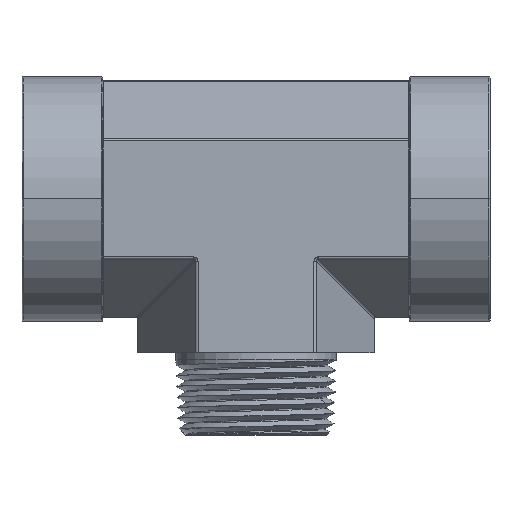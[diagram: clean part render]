
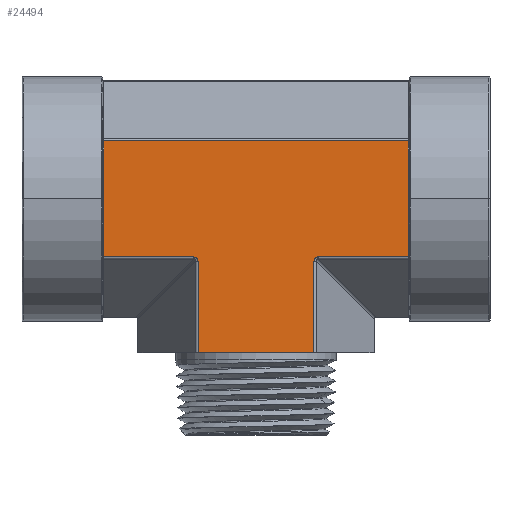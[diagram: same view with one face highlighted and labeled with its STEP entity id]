
A CAD part, top view. The second image highlights one B-rep face of the part: STEP entity #24494.
In plain terms, the highlighted planar face has unit normal (0, 0, 1).
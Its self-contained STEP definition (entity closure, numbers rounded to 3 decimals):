
#338=DIRECTION('',(-1.,0.,0.));
#339=VECTOR('',#338,24.191);
#340=CARTESIAN_POINT('',(12.095,-32.,21.45));
#341=LINE('',#340,#339);
#14289=DIRECTION('',(0.,-1.,0.));
#14290=VECTOR('',#14289,24.191);
#14291=CARTESIAN_POINT('',(31.8,12.095,21.45));
#14292=LINE('',#14291,#14290);
#14296=DIRECTION('',(-1.,0.,0.));
#14297=VECTOR('',#14296,18.838);
#14298=CARTESIAN_POINT('',(31.8,-12.095,21.45));
#14299=LINE('',#14298,#14297);
#14303=CARTESIAN_POINT('',(12.095,-12.962,
21.45));
#14304=CARTESIAN_POINT('',(12.095,-12.929,
21.45));
#14305=CARTESIAN_POINT('',(12.098,-12.866,
21.45));
#14306=CARTESIAN_POINT('',(12.111,-12.775,
21.45));
#14307=CARTESIAN_POINT('',(12.131,-12.69,
21.45));
#14308=CARTESIAN_POINT('',(12.158,-12.611,
21.45));
#14309=CARTESIAN_POINT('',(12.19,-12.539,
21.45));
#14310=CARTESIAN_POINT('',(12.227,-12.474,
21.45));
#14311=CARTESIAN_POINT('',(12.268,-12.415,
21.45));
#14312=CARTESIAN_POINT('',(12.313,-12.361,21.45));
#14313=CARTESIAN_POINT('',(12.362,-12.313,
21.45));
#14314=CARTESIAN_POINT('',(12.415,-12.268,
21.45));
#14315=CARTESIAN_POINT('',(12.474,-12.227,
21.45));
#14316=CARTESIAN_POINT('',(12.54,-12.19,
21.45));
#14317=CARTESIAN_POINT('',(12.612,-12.158,
21.45));
#14318=CARTESIAN_POINT('',(12.691,-12.131,
21.45));
#14319=CARTESIAN_POINT('',(12.776,-12.111,
21.45));
#14320=CARTESIAN_POINT('',(12.866,-12.098,
21.45));
#14321=CARTESIAN_POINT('',(12.929,-12.095,
21.45));
#14322=CARTESIAN_POINT('',(12.962,-12.095,
21.45));
#14327=DIRECTION('',(0.,1.,0.));
#14328=VECTOR('',#14327,19.038);
#14329=CARTESIAN_POINT('',(12.095,-32.,21.45));
#14330=LINE('',#14329,#14328);
#14334=DIRECTION('',(0.,1.,0.));
#14335=VECTOR('',#14334,19.038);
#14336=CARTESIAN_POINT('',(-12.095,-32.,21.45));
#14337=LINE('',#14336,#14335);
#14341=CARTESIAN_POINT('',(-12.962,-12.095,
21.45));
#14342=CARTESIAN_POINT('',(-12.929,-12.095,
21.45));
#14343=CARTESIAN_POINT('',(-12.866,-12.098,
21.45));
#14344=CARTESIAN_POINT('',(-12.775,-12.111,
21.45));
#14345=CARTESIAN_POINT('',(-12.69,-12.131,
21.45));
#14346=CARTESIAN_POINT('',(-12.611,-12.158,
21.45));
#14347=CARTESIAN_POINT('',(-12.539,-12.19,
21.45));
#14348=CARTESIAN_POINT('',(-12.474,-12.227,
21.45));
#14349=CARTESIAN_POINT('',(-12.415,-12.268,
21.45));
#14350=CARTESIAN_POINT('',(-12.361,-12.313,21.45));
#14351=CARTESIAN_POINT('',(-12.313,-12.362,
21.45));
#14352=CARTESIAN_POINT('',(-12.268,-12.415,
21.45));
#14353=CARTESIAN_POINT('',(-12.227,-12.474,
21.45));
#14354=CARTESIAN_POINT('',(-12.19,-12.54,
21.45));
#14355=CARTESIAN_POINT('',(-12.158,-12.612,
21.45));
#14356=CARTESIAN_POINT('',(-12.131,-12.691,
21.45));
#14357=CARTESIAN_POINT('',(-12.111,-12.776,
21.45));
#14358=CARTESIAN_POINT('',(-12.098,-12.866,
21.45));
#14359=CARTESIAN_POINT('',(-12.095,-12.929,
21.45));
#14360=CARTESIAN_POINT('',(-12.095,-12.962,
21.45));
#14365=DIRECTION('',(1.,0.,0.));
#14366=VECTOR('',#14365,18.838);
#14367=CARTESIAN_POINT('',(-31.8,-12.095,21.45));
#14368=LINE('',#14367,#14366);
#14372=DIRECTION('',(0.,1.,0.));
#14373=VECTOR('',#14372,24.191);
#14374=CARTESIAN_POINT('',(-31.8,-12.095,21.45));
#14375=LINE('',#14374,#14373);
#14379=DIRECTION('',(1.,0.,0.));
#14380=VECTOR('',#14379,63.6);
#14381=CARTESIAN_POINT('',(-31.8,12.095,21.45));
#14382=LINE('',#14381,#14380);
#16143=CARTESIAN_POINT('',(12.095,-32.,21.45));
#16145=VERTEX_POINT('',#16143);
#16146=CARTESIAN_POINT('',(12.095,-12.962,
21.45));
#16147=VERTEX_POINT('',#16146);
#16148=VERTEX_POINT('',#14322);
#16149=CARTESIAN_POINT('',(-12.095,-32.,21.45));
#16151=VERTEX_POINT('',#16149);
#16155=CARTESIAN_POINT('',(-12.095,-12.962,
21.45));
#16156=VERTEX_POINT('',#16155);
#16190=CARTESIAN_POINT('',(31.8,12.095,21.45));
#16191=CARTESIAN_POINT('',(31.8,-12.095,21.45));
#16192=VERTEX_POINT('',#16190);
#16193=VERTEX_POINT('',#16191);
#16254=CARTESIAN_POINT('',(-31.8,-12.095,21.45));
#16255=CARTESIAN_POINT('',(-31.8,12.095,21.45));
#16256=VERTEX_POINT('',#16254);
#16257=VERTEX_POINT('',#16255);
#16331=VERTEX_POINT('',#14341);
#24469=CARTESIAN_POINT('',(0.,12.384,21.45));
#24470=DIRECTION('',(0.,0.,1.));
#24471=DIRECTION('',(0.,-1.,0.));
#24472=AXIS2_PLACEMENT_3D('',#24469,#24470,#24471);
#24473=PLANE('',#24472);
#24474=ORIENTED_EDGE('',*,*,#24460,.T.);
#24476=ORIENTED_EDGE('',*,*,#24475,.T.);
#24478=ORIENTED_EDGE('',*,*,#24477,.F.);
#24480=ORIENTED_EDGE('',*,*,#24479,.F.);
#24481=ORIENTED_EDGE('',*,*,#16549,.T.);
#24483=ORIENTED_EDGE('',*,*,#24482,.T.);
#24485=ORIENTED_EDGE('',*,*,#24484,.F.);
#24487=ORIENTED_EDGE('',*,*,#24486,.F.);
#24489=ORIENTED_EDGE('',*,*,#24488,.T.);
#24491=ORIENTED_EDGE('',*,*,#24490,.T.);
#24492=EDGE_LOOP('',(#24474,#24476,#24478,#24480,#24481,#24483,#24485,#24487,
#24489,#24491));
#24493=FACE_OUTER_BOUND('',#24492,.F.);
#14323=B_SPLINE_CURVE_WITH_KNOTS('',3,(#14303,#14304,#14305,#14306,#14307,
#14308,#14309,#14310,#14311,#14312,#14313,#14314,#14315,#14316,#14317,#14318,
#14319,#14320,#14321,#14322),.UNSPECIFIED.,.F.,.F.,(4,1,1,1,1,1,1,1,1,1,1,1,1,1,
1,1,1,4),(0.,0.059,0.118,0.176,
0.235,0.294,0.353,0.412,
0.471,0.529,0.588,0.647,
0.706,0.765,0.824,0.882,
0.941,1.),.UNSPECIFIED.);
#14361=B_SPLINE_CURVE_WITH_KNOTS('',3,(#14341,#14342,#14343,#14344,#14345,
#14346,#14347,#14348,#14349,#14350,#14351,#14352,#14353,#14354,#14355,#14356,
#14357,#14358,#14359,#14360),.UNSPECIFIED.,.F.,.F.,(4,1,1,1,1,1,1,1,1,1,1,1,1,1,
1,1,1,4),(0.,0.059,0.118,0.176,
0.235,0.294,0.353,0.412,
0.471,0.529,0.588,0.647,
0.706,0.765,0.824,0.882,
0.941,1.),.UNSPECIFIED.);
#16549=EDGE_CURVE('',#16145,#16151,#341,.T.);
#24460=EDGE_CURVE('',#16192,#16193,#14292,.T.);
#24475=EDGE_CURVE('',#16193,#16148,#14299,.T.);
#24477=EDGE_CURVE('',#16147,#16148,#14323,.T.);
#24479=EDGE_CURVE('',#16145,#16147,#14330,.T.);
#24482=EDGE_CURVE('',#16151,#16156,#14337,.T.);
#24484=EDGE_CURVE('',#16331,#16156,#14361,.T.);
#24486=EDGE_CURVE('',#16256,#16331,#14368,.T.);
#24488=EDGE_CURVE('',#16256,#16257,#14375,.T.);
#24490=EDGE_CURVE('',#16257,#16192,#14382,.T.);
#24494=ADVANCED_FACE('',(#24493),#24473,.T.);
